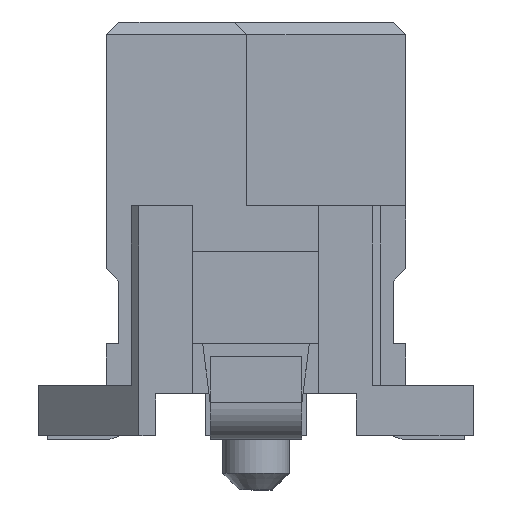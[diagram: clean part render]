
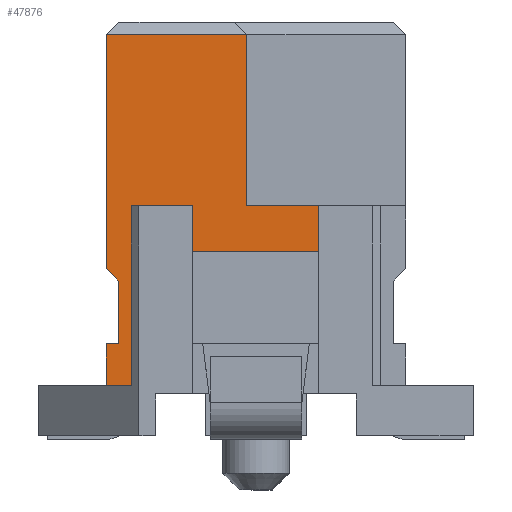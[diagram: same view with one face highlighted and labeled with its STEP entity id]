
A CAD part, left-side view. The second image highlights one B-rep face of the part: STEP entity #47876.
In plain terms, the highlighted planar face has unit normal (-1, 0, 0).
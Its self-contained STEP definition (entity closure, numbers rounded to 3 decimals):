
#3800=CARTESIAN_POINT('',(-6.65,1.64,-1.05));
#3801=VERTEX_POINT('',#3800);
#3808=CARTESIAN_POINT('',(-6.65,1.64,-0.3));
#3809=VERTEX_POINT('',#3808);
#3810=CARTESIAN_POINT('',(-6.65,1.64,-1.05));
#3811=DIRECTION('',(0.,0.,1.));
#3812=VECTOR('',#3811,0.75);
#3813=LINE('',#3810,#3812);
#3814=EDGE_CURVE('',#3801,#3809,#3813,.T.);
#21842=CARTESIAN_POINT('',(-6.65,1.79,-1.55));
#21843=VERTEX_POINT('',#21842);
#21850=CARTESIAN_POINT('',(-6.65,1.79,-1.05));
#21851=VERTEX_POINT('',#21850);
#21852=CARTESIAN_POINT('',(-6.65,1.79,-1.05));
#21853=DIRECTION('',(0.,0.,-1.));
#21854=VECTOR('',#21853,0.5);
#21855=LINE('',#21852,#21854);
#21856=EDGE_CURVE('',#21851,#21843,#21855,.T.);
#21874=CARTESIAN_POINT('',(-6.65,1.79,-1.05));
#21875=DIRECTION('',(0.,-1.,0.));
#21876=VECTOR('',#21875,0.15);
#21877=LINE('',#21874,#21876);
#21878=EDGE_CURVE('',#21851,#3801,#21877,.T.);
#21890=CARTESIAN_POINT('',(-6.65,1.79,-0.15));
#21891=VERTEX_POINT('',#21890);
#21892=CARTESIAN_POINT('',(-6.65,1.64,-0.3));
#21893=DIRECTION('',(0.,0.707,0.707));
#21894=VECTOR('',#21893,0.212);
#21895=LINE('',#21892,#21894);
#21896=EDGE_CURVE('',#3809,#21891,#21895,.T.);
#28702=CARTESIAN_POINT('',(-6.65,1.79,2.65));
#28703=VERTEX_POINT('',#28702);
#28710=CARTESIAN_POINT('',(-6.65,0.11,2.65));
#28711=VERTEX_POINT('',#28710);
#28712=CARTESIAN_POINT('',(-6.65,1.79,2.65));
#28713=DIRECTION('',(0.,-1.,0.));
#28714=VECTOR('',#28713,1.68);
#28715=LINE('',#28712,#28714);
#28716=EDGE_CURVE('',#28703,#28711,#28715,.T.);
#37391=CARTESIAN_POINT('',(-6.65,-1.1,0.35));
#37392=VERTEX_POINT('',#37391);
#37407=CARTESIAN_POINT('',(-6.65,-1.35,0.6));
#37408=VERTEX_POINT('',#37407);
#37415=CARTESIAN_POINT('',(-6.65,-1.1,0.35));
#37416=DIRECTION('',(0.,-0.707,0.707));
#37417=VECTOR('',#37416,0.354);
#37418=LINE('',#37415,#37417);
#37419=EDGE_CURVE('',#37392,#37408,#37418,.T.);
#37429=CARTESIAN_POINT('',(-6.65,0.11,0.6));
#37430=VERTEX_POINT('',#37429);
#37439=CARTESIAN_POINT('',(-6.65,-1.35,0.6));
#37440=DIRECTION('',(0.,1.,0.));
#37441=VECTOR('',#37440,1.46);
#37442=LINE('',#37439,#37441);
#37443=EDGE_CURVE('',#37408,#37430,#37442,.T.);
#37499=CARTESIAN_POINT('',(-6.65,0.11,0.6));
#37500=DIRECTION('',(0.,0.,1.));
#37501=VECTOR('',#37500,2.05);
#37502=LINE('',#37499,#37501);
#37503=EDGE_CURVE('',#37430,#28711,#37502,.T.);
#37520=CARTESIAN_POINT('',(-6.65,1.79,-0.15));
#37521=DIRECTION('',(0.,0.,1.));
#37522=VECTOR('',#37521,2.8);
#37523=LINE('',#37520,#37522);
#37524=EDGE_CURVE('',#21891,#28703,#37523,.T.);
#38283=CARTESIAN_POINT('',(-6.65,1.49,-1.55));
#38284=VERTEX_POINT('',#38283);
#38285=CARTESIAN_POINT('',(-6.65,1.79,-1.55));
#38286=DIRECTION('',(0.,-1.,0.));
#38287=VECTOR('',#38286,0.3);
#38288=LINE('',#38285,#38287);
#38289=EDGE_CURVE('',#21843,#38284,#38288,.T.);
#38308=CARTESIAN_POINT('',(-6.65,1.49,0.6));
#38309=VERTEX_POINT('',#38308);
#38310=CARTESIAN_POINT('',(-6.65,1.49,-1.55));
#38311=DIRECTION('',(0.,0.,1.));
#38312=VECTOR('',#38311,2.15);
#38313=LINE('',#38310,#38312);
#38314=EDGE_CURVE('',#38284,#38309,#38313,.T.);
#38340=CARTESIAN_POINT('',(-6.65,1.35,0.6));
#38341=VERTEX_POINT('',#38340);
#38348=CARTESIAN_POINT('',(-6.65,1.49,0.6));
#38349=DIRECTION('',(0.,-1.,0.));
#38350=VECTOR('',#38349,0.14);
#38351=LINE('',#38348,#38350);
#38352=EDGE_CURVE('',#38309,#38341,#38351,.T.);
#38368=CARTESIAN_POINT('',(-6.65,1.1,0.35));
#38369=VERTEX_POINT('',#38368);
#38376=CARTESIAN_POINT('',(-6.65,1.35,0.6));
#38377=DIRECTION('',(0.,-0.707,-0.707));
#38378=VECTOR('',#38377,0.354);
#38379=LINE('',#38376,#38378);
#38380=EDGE_CURVE('',#38341,#38369,#38379,.T.);
#47834=CARTESIAN_POINT('',(-6.65,0.22,0.5));
#47835=DIRECTION('',(0.,1.,0.));
#47836=DIRECTION('',(-1.,0.,0.));
#47837=AXIS2_PLACEMENT_3D('',#47834,#47836,#47835);
#47838=PLANE('',#47837);
#47839=ORIENTED_EDGE('',*,*,#37419,.T.);
#47840=ORIENTED_EDGE('',*,*,#37443,.T.);
#47841=ORIENTED_EDGE('',*,*,#37503,.T.);
#47842=ORIENTED_EDGE('',*,*,#28716,.F.);
#47843=ORIENTED_EDGE('',*,*,#37524,.F.);
#47844=ORIENTED_EDGE('',*,*,#21896,.F.);
#47845=ORIENTED_EDGE('',*,*,#3814,.F.);
#47846=ORIENTED_EDGE('',*,*,#21878,.F.);
#47847=ORIENTED_EDGE('',*,*,#21856,.T.);
#47848=ORIENTED_EDGE('',*,*,#38289,.T.);
#47849=ORIENTED_EDGE('',*,*,#38314,.T.);
#47850=ORIENTED_EDGE('',*,*,#38352,.T.);
#47851=ORIENTED_EDGE('',*,*,#38380,.T.);
#47852=CARTESIAN_POINT('',(-6.65,1.1,0.05));
#47853=VERTEX_POINT('',#47852);
#47854=CARTESIAN_POINT('',(-6.65,1.1,0.35));
#47855=DIRECTION('',(0.,0.,-1.));
#47856=VECTOR('',#47855,0.3);
#47857=LINE('',#47854,#47856);
#47858=EDGE_CURVE('',#38369,#47853,#47857,.T.);
#47859=ORIENTED_EDGE('',*,*,#47858,.T.);
#47860=CARTESIAN_POINT('',(-6.65,-1.1,0.05));
#47861=VERTEX_POINT('',#47860);
#47862=CARTESIAN_POINT('',(-6.65,1.1,0.05));
#47863=DIRECTION('',(0.,-1.,0.));
#47864=VECTOR('',#47863,2.2);
#47865=LINE('',#47862,#47864);
#47866=EDGE_CURVE('',#47853,#47861,#47865,.T.);
#47867=ORIENTED_EDGE('',*,*,#47866,.T.);
#47868=CARTESIAN_POINT('',(-6.65,-1.1,0.05));
#47869=DIRECTION('',(0.,0.,1.));
#47870=VECTOR('',#47869,0.3);
#47871=LINE('',#47868,#47870);
#47872=EDGE_CURVE('',#47861,#37392,#47871,.T.);
#47873=ORIENTED_EDGE('',*,*,#47872,.T.);
#47874=EDGE_LOOP('',(#47839,#47840,#47841,#47842,#47843,#47844,#47845,#47846,#47847,#47848,#47849,#47850,#47851,#47859,#47867,#47873));
#47875=FACE_OUTER_BOUND('',#47874,.T.);
#47876=ADVANCED_FACE('',(#47875),#47838,.T.);
